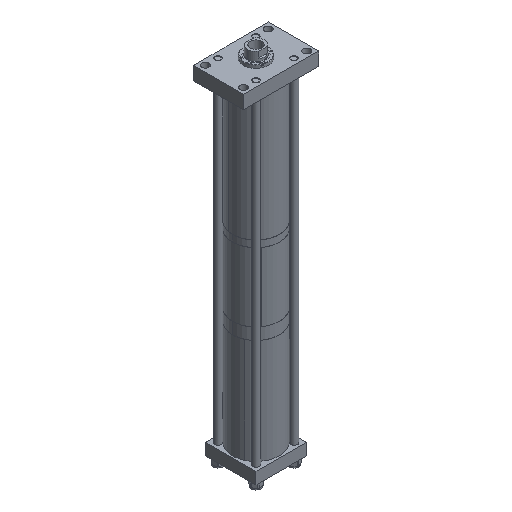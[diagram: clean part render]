
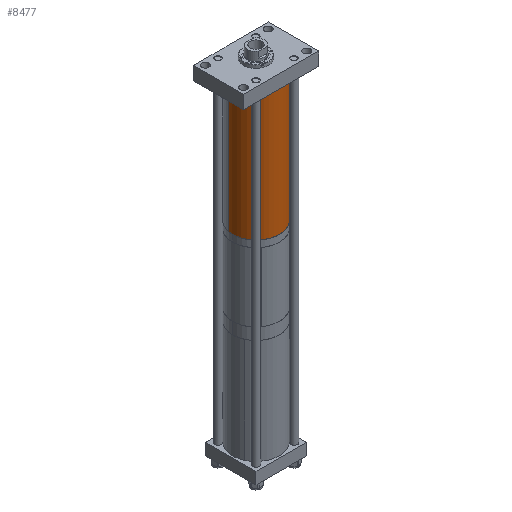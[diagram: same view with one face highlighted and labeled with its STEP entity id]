
A CAD part, isometric view. The second image highlights one B-rep face of the part: STEP entity #8477.
In plain terms, the highlighted cylindrical face has radius 88.9 mm (diameter 177.8 mm), a partial arc.
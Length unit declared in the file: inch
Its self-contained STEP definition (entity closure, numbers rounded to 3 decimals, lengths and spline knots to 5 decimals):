
#116 = DIRECTION ( 'NONE',  ( 0., 0., -1. ) ) ;
#194 = DIRECTION ( 'NONE',  ( 0., 0., -1. ) ) ;
#1364 = EDGE_CURVE ( 'NONE', #1629, #9628, #2042, .T. ) ;
#1629 = VERTEX_POINT ( 'NONE', #2541 ) ;
#2042 = LINE ( 'NONE', #10325, #8665 ) ;
#2541 = CARTESIAN_POINT ( 'NONE',  ( 3.5, 0., 19.09 ) ) ;
#2654 = DIRECTION ( 'NONE',  ( 0., 0., -1. ) ) ;
#3026 = CYLINDRICAL_SURFACE ( 'NONE', #10744, 3.5 ) ;
#3343 = DIRECTION ( 'NONE',  ( 1., 0., 0. ) ) ;
#3563 = CIRCLE ( 'NONE', #5525, 3.5 ) ;
#4358 = ORIENTED_EDGE ( 'NONE', *, *, #8130, .T. ) ;
#4472 = ORIENTED_EDGE ( 'NONE', *, *, #1364, .T. ) ;
#4506 = DIRECTION ( 'NONE',  ( -1., 0., 0. ) ) ;
#4607 = VERTEX_POINT ( 'NONE', #10082 ) ;
#5039 = EDGE_CURVE ( 'NONE', #1629, #4607, #7780, .T. ) ;
#5237 = EDGE_CURVE ( 'NONE', #4607, #6661, #8864, .T. ) ;
#5316 = FACE_OUTER_BOUND ( 'NONE', #8277, .T. ) ;
#5452 = DIRECTION ( 'NONE',  ( 0., 0., 1. ) ) ;
#5525 = AXIS2_PLACEMENT_3D ( 'NONE', #8894, #5452, #7087 ) ;
#6166 = CARTESIAN_POINT ( 'NONE',  ( -3.5, 0., 19.09 ) ) ;
#6193 = CARTESIAN_POINT ( 'NONE',  ( 0., 0., 19.09 ) ) ;
#6661 = VERTEX_POINT ( 'NONE', #9838 ) ;
#7087 = DIRECTION ( 'NONE',  ( 1., 0., 0. ) ) ;
#7106 = VECTOR ( 'NONE', #194, 39.37008 ) ;
#7574 = ORIENTED_EDGE ( 'NONE', *, *, #5039, .F. ) ;
#7674 = DIRECTION ( 'NONE',  ( 0., 0., 1. ) ) ;
#7780 = CIRCLE ( 'NONE', #10072, 3.5 ) ;
#8051 = CARTESIAN_POINT ( 'NONE',  ( 3.5, 0., 0. ) ) ;
#8130 = EDGE_CURVE ( 'NONE', #9628, #6661, #3563, .T. ) ;
#8277 = EDGE_LOOP ( 'NONE', ( #7574, #4472, #4358, #8489 ) ) ;
#8477 = ADVANCED_FACE ( 'NONE', ( #5316 ), #3026, .T. ) ;
#8489 = ORIENTED_EDGE ( 'NONE', *, *, #5237, .F. ) ;
#8665 = VECTOR ( 'NONE', #116, 39.37008 ) ;
#8864 = LINE ( 'NONE', #6166, #7106 ) ;
#8894 = CARTESIAN_POINT ( 'NONE',  ( 0., 0., 0. ) ) ;
#9628 = VERTEX_POINT ( 'NONE', #8051 ) ;
#9838 = CARTESIAN_POINT ( 'NONE',  ( -3.5, 0., 0. ) ) ;
#10072 = AXIS2_PLACEMENT_3D ( 'NONE', #11204, #7674, #3343 ) ;
#10082 = CARTESIAN_POINT ( 'NONE',  ( -3.5, 0., 19.09 ) ) ;
#10325 = CARTESIAN_POINT ( 'NONE',  ( 3.5, 0., 19.09 ) ) ;
#10744 = AXIS2_PLACEMENT_3D ( 'NONE', #6193, #2654, #4506 ) ;
#11204 = CARTESIAN_POINT ( 'NONE',  ( 0., 0., 19.09 ) ) ;
